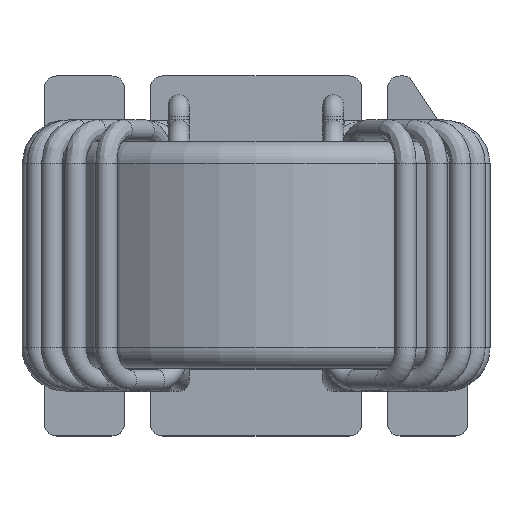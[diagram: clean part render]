
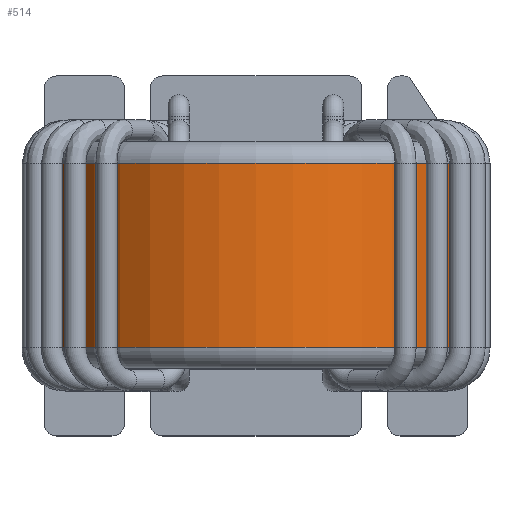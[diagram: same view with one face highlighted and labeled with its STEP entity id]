
A CAD part, top view. The second image highlights one B-rep face of the part: STEP entity #514.
In plain terms, the highlighted cylindrical face has radius 10 mm (diameter 20 mm), a full revolution.
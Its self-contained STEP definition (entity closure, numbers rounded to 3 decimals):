
#514 = ADVANCED_FACE( '', ( #1277, #1278 ), #1279, .T. );
#1277 = FACE_OUTER_BOUND( '', #6041, .T. );
#1278 = FACE_OUTER_BOUND( '', #6042, .T. );
#1279 = CYLINDRICAL_SURFACE( '', #6043, 10. );
#6041 = EDGE_LOOP( '', ( #11833 ) );
#6042 = EDGE_LOOP( '', ( #11834 ) );
#6043 = AXIS2_PLACEMENT_3D( '', #11835, #11836, #11837 );
#11833 = ORIENTED_EDGE( '', *, *, #12863, .T. );
#11834 = ORIENTED_EDGE( '', *, *, #12867, .T. );
#11835 = CARTESIAN_POINT( '', ( 0., -5.35, 13.8 ) );
#11836 = DIRECTION( '', ( 0., -1., 0. ) );
#11837 = DIRECTION( '', ( 0., 0., 1. ) );
#12863 = EDGE_CURVE( '', #13775, #13775, #13776, .T. );
#12867 = EDGE_CURVE( '', #13783, #13783, #13784, .F. );
#13775 = VERTEX_POINT( '', #15036 );
#13776 = CIRCLE( '', #15037, 10. );
#13783 = VERTEX_POINT( '', #15044 );
#13784 = CIRCLE( '', #15045, 10. );
#15036 = CARTESIAN_POINT( '', ( 0., -4.35, 23.8 ) );
#15037 = AXIS2_PLACEMENT_3D( '', #16246, #16247, #16248 );
#15044 = CARTESIAN_POINT( '', ( 0., 4.35, 23.8 ) );
#15045 = AXIS2_PLACEMENT_3D( '', #16258, #16259, #16260 );
#16246 = CARTESIAN_POINT( '', ( 0., -4.35, 13.8 ) );
#16247 = DIRECTION( '', ( 0., 1., 0. ) );
#16248 = DIRECTION( '', ( 0., 0., 1. ) );
#16258 = CARTESIAN_POINT( '', ( 0., 4.35, 13.8 ) );
#16259 = DIRECTION( '', ( 0., 1., 0. ) );
#16260 = DIRECTION( '', ( 0., 0., 1. ) );
